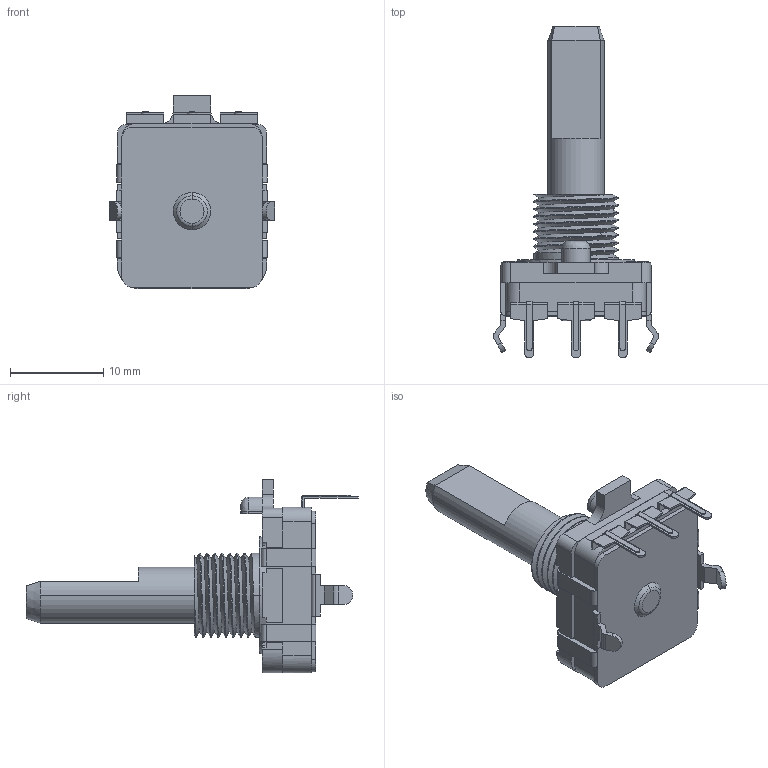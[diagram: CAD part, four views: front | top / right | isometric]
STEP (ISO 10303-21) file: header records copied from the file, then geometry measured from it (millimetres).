
FILE_DESCRIPTION((''),'2;1');
FILE_NAME('PEC16-4X25F-N00XX','2016-06-27T',('RICKB'),('Bourns, Inc.'),'CREO PARAMETRIC BY PTC INC, 2016050','CREO PARAMETRIC BY PTC INC, 2016050','');
FILE_SCHEMA(('CONFIG_CONTROL_DESIGN'));
Length unit declared in the file: millimetre
Products named in the file (1): PEC16-4X25F-N00XX
Bounding box: 17.7 x 35.55 x 20.7 mm (x, y, z)
Volume: 2238.4 mm3; surface area: 2319.1 mm2
Topology: 1 solids, 7 shells, 303 faces, 849 edges, 558 vertices
Faces by surface type: plane 198, cylinder 89, bspline 9, cone 5, torus 2
Entity records: 11894 total; most frequent: CARTESIAN_POINT 3976, ORIENTED_EDGE 1698, DIRECTION 1593, EDGE_CURVE 849, VECTOR 587, LINE 587, VERTEX_POINT 558, AXIS2_PLACEMENT_3D 503
